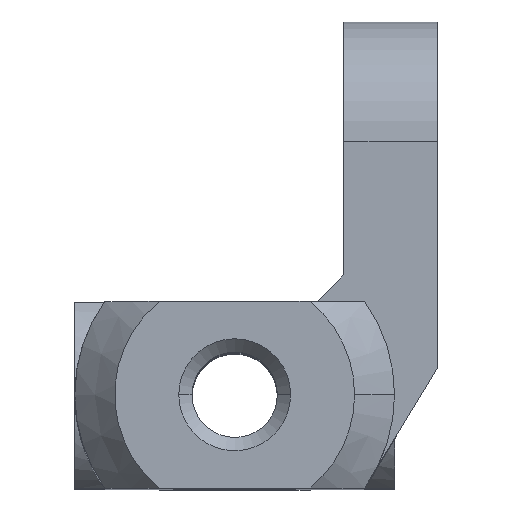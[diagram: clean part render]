
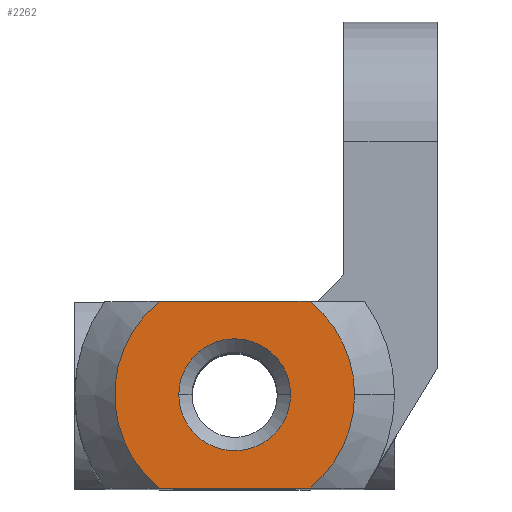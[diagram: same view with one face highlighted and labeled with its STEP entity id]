
A CAD part, top view. The second image highlights one B-rep face of the part: STEP entity #2262.
In plain terms, the highlighted planar face has unit normal (0, 0, 1).
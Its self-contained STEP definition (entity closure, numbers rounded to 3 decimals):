
#49 = EDGE_CURVE ( 'NONE', #1596, #1079, #2869, .T. ) ;
#93 = CARTESIAN_POINT ( 'NONE',  ( -2.828, 3.5, 21.5 ) ) ;
#112 = EDGE_CURVE ( 'NONE', #1183, #766, #1417, .T. ) ;
#200 = CARTESIAN_POINT ( 'NONE',  ( 0., 0., 21.5 ) ) ;
#280 = VERTEX_POINT ( 'NONE', #1571 ) ;
#292 = AXIS2_PLACEMENT_3D ( 'NONE', #2044, #666, #2269 ) ;
#301 = EDGE_CURVE ( 'NONE', #1987, #1596, #2795, .T. ) ;
#305 = AXIS2_PLACEMENT_3D ( 'NONE', #1315, #1108, #2667 ) ;
#316 = CARTESIAN_POINT ( 'NONE',  ( 2.828, -3.5, 21.5 ) ) ;
#461 = DIRECTION ( 'NONE',  ( -1., 0., 0. ) ) ;
#478 = EDGE_LOOP ( 'NONE', ( #1297, #2832 ) ) ;
#530 = AXIS2_PLACEMENT_3D ( 'NONE', #2073, #693, #2301 ) ;
#615 = DIRECTION ( 'NONE',  ( 1., 0., 0. ) ) ;
#654 = PLANE ( 'NONE',  #305 ) ;
#666 = DIRECTION ( 'NONE',  ( 0., 0., -1. ) ) ;
#693 = DIRECTION ( 'NONE',  ( 0., 0., -1. ) ) ;
#712 = ORIENTED_EDGE ( 'NONE', *, *, #301, .F. ) ;
#760 = DIRECTION ( 'NONE',  ( 0., 0., 1. ) ) ;
#766 = VERTEX_POINT ( 'NONE', #2421 ) ;
#850 = EDGE_CURVE ( 'NONE', #933, #280, #1374, .T. ) ;
#933 = VERTEX_POINT ( 'NONE', #93 ) ;
#1003 = FACE_OUTER_BOUND ( 'NONE', #2905, .T. ) ;
#1079 = VERTEX_POINT ( 'NONE', #2685 ) ;
#1108 = DIRECTION ( 'NONE',  ( 0., 0., 1. ) ) ;
#1109 = VECTOR ( 'NONE', #2646, 1000. ) ;
#1162 = AXIS2_PLACEMENT_3D ( 'NONE', #200, #1835, #461 ) ;
#1183 = VERTEX_POINT ( 'NONE', #2509 ) ;
#1297 = ORIENTED_EDGE ( 'NONE', *, *, #2443, .F. ) ;
#1298 = CIRCLE ( 'NONE', #292, 4.5 ) ;
#1307 = ORIENTED_EDGE ( 'NONE', *, *, #49, .F. ) ;
#1315 = CARTESIAN_POINT ( 'NONE',  ( 0., 0., 21.5 ) ) ;
#1324 = CARTESIAN_POINT ( 'NONE',  ( 0., 0., 21.5 ) ) ;
#1340 = AXIS2_PLACEMENT_3D ( 'NONE', #2146, #760, #2361 ) ;
#1362 = AXIS2_PLACEMENT_3D ( 'NONE', #1324, #1384, #1609 ) ;
#1374 = LINE ( 'NONE', #2843, #2450 ) ;
#1384 = DIRECTION ( 'NONE',  ( 0., 0., 1. ) ) ;
#1417 = CIRCLE ( 'NONE', #1340, 2.1 ) ;
#1519 = ORIENTED_EDGE ( 'NONE', *, *, #850, .F. ) ;
#1571 = CARTESIAN_POINT ( 'NONE',  ( 2.828, 3.5, 21.5 ) ) ;
#1596 = VERTEX_POINT ( 'NONE', #316 ) ;
#1600 = ORIENTED_EDGE ( 'NONE', *, *, #2304, .F. ) ;
#1609 = DIRECTION ( 'NONE',  ( -1., 0., 0. ) ) ;
#1835 = DIRECTION ( 'NONE',  ( 0., 0., -1. ) ) ;
#1978 = CARTESIAN_POINT ( 'NONE',  ( -4.873, -3.5, 21.5 ) ) ;
#1987 = VERTEX_POINT ( 'NONE', #2080 ) ;
#1994 = FACE_BOUND ( 'NONE', #478, .T. ) ;
#2016 = EDGE_CURVE ( 'NONE', #280, #1987, #2037, .T. ) ;
#2037 = CIRCLE ( 'NONE', #1162, 4.5 ) ;
#2044 = CARTESIAN_POINT ( 'NONE',  ( 0., 0., 21.5 ) ) ;
#2073 = CARTESIAN_POINT ( 'NONE',  ( 0., 0., 21.5 ) ) ;
#2080 = CARTESIAN_POINT ( 'NONE',  ( 4.5, 0., 21.5 ) ) ;
#2146 = CARTESIAN_POINT ( 'NONE',  ( 0., 0., 21.5 ) ) ;
#2262 = ADVANCED_FACE ( 'NONE', ( #1994, #1003 ), #654, .T. ) ;
#2269 = DIRECTION ( 'NONE',  ( -1., 0., 0. ) ) ;
#2301 = DIRECTION ( 'NONE',  ( -1., 0., 0. ) ) ;
#2304 = EDGE_CURVE ( 'NONE', #1079, #933, #1298, .T. ) ;
#2361 = DIRECTION ( 'NONE',  ( -1., 0., 0. ) ) ;
#2421 = CARTESIAN_POINT ( 'NONE',  ( -2.1, 0., 21.5 ) ) ;
#2443 = EDGE_CURVE ( 'NONE', #766, #1183, #2549, .T. ) ;
#2450 = VECTOR ( 'NONE', #615, 1000. ) ;
#2509 = CARTESIAN_POINT ( 'NONE',  ( 2.1, 0., 21.5 ) ) ;
#2549 = CIRCLE ( 'NONE', #1362, 2.1 ) ;
#2645 = ORIENTED_EDGE ( 'NONE', *, *, #2016, .F. ) ;
#2646 = DIRECTION ( 'NONE',  ( -1., 0., 0. ) ) ;
#2667 = DIRECTION ( 'NONE',  ( -1., 0., 0. ) ) ;
#2685 = CARTESIAN_POINT ( 'NONE',  ( -2.828, -3.5, 21.5 ) ) ;
#2795 = CIRCLE ( 'NONE', #530, 4.5 ) ;
#2832 = ORIENTED_EDGE ( 'NONE', *, *, #112, .F. ) ;
#2843 = CARTESIAN_POINT ( 'NONE',  ( 4.873, 3.5, 21.5 ) ) ;
#2869 = LINE ( 'NONE', #1978, #1109 ) ;
#2905 = EDGE_LOOP ( 'NONE', ( #1519, #1600, #1307, #712, #2645 ) ) ;
